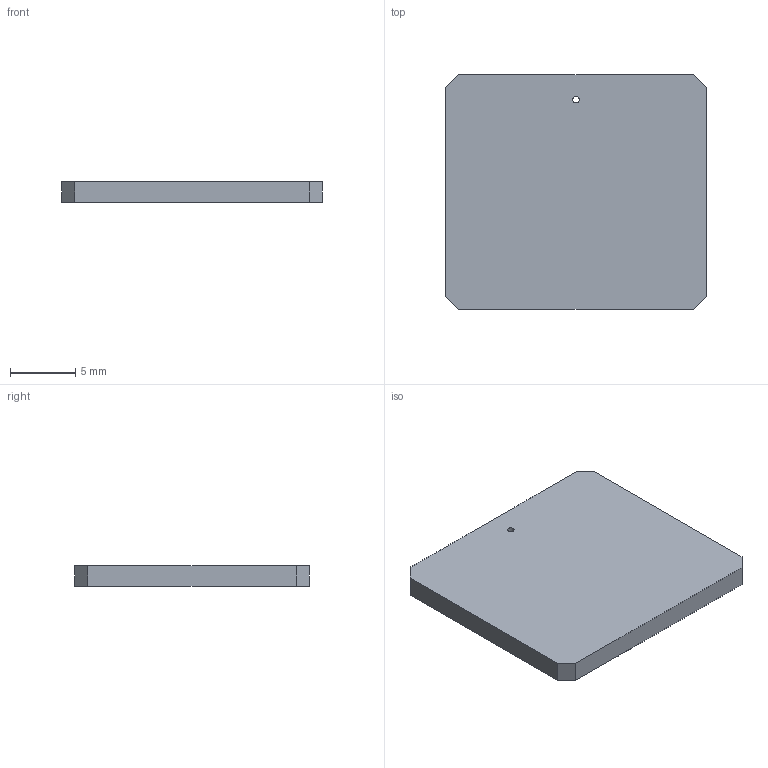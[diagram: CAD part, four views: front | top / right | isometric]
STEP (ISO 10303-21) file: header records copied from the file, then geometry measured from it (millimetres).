
FILE_DESCRIPTION(('KiCad electronic assembly'),'2;1');
FILE_NAME('NB3_ear.step','2023-08-12T10:58:41',('Pcbnew'),('Kicad'), 'Open CASCADE STEP processor 7.6','KiCad to STEP converter','Unknown' );
FILE_SCHEMA(('AUTOMOTIVE_DESIGN { 1 0 10303 214 1 1 1 1 }'));
Length unit declared in the file: millimetre
Products named in the file (2): NB3_ear 1; NB3_ear PCB
Assembly tree (1 placements, depth 2):
  NB3_ear 1
    NB3_ear PCB
Bounding box: 20 x 18 x 1.6 mm (x, y, z)
Volume: 572.5 mm3; surface area: 836 mm2
Topology: 1 solids, 1 shells, 11 faces, 27 edges, 18 vertices
Faces by surface type: plane 10, cylinder 1
Full cylindrical faces by diameter (mm): 0.5 x1
Entity records: 731 total; most frequent: CARTESIAN_POINT 124, DIRECTION 107, LINE 77, VECTOR 77, ORIENTED_EDGE 54, PCURVE 54, DEFINITIONAL_REPRESENTATION 54, EDGE_CURVE 27
